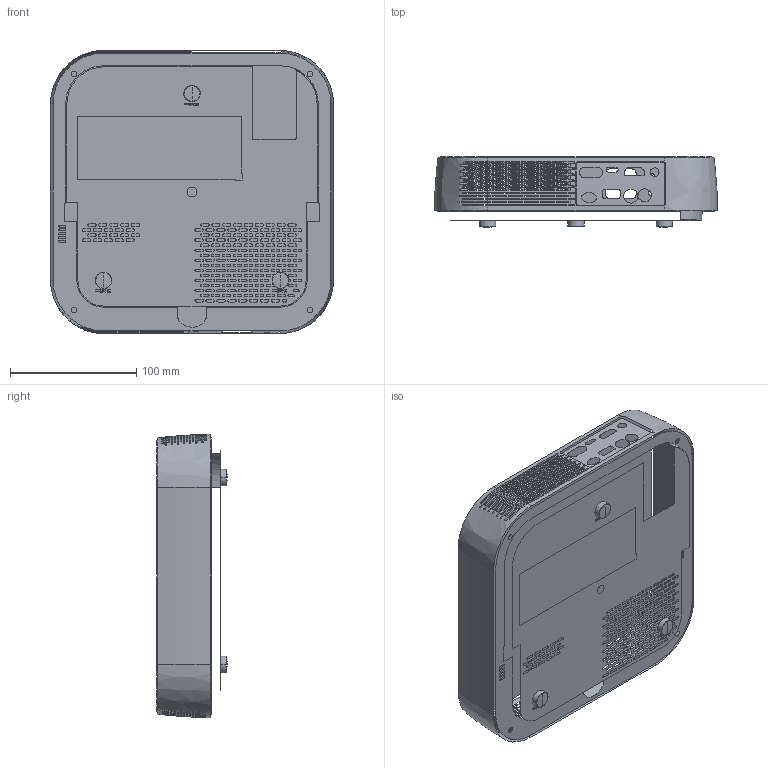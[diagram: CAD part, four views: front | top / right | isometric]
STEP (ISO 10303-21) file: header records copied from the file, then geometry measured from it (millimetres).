
FILE_DESCRIPTION((''),'2;1');
FILE_NAME('SINGLE','2020-05-07T',('ChenPet'),(''),'PRO/ENGINEER BY PARAMETRIC TECHNOLOGY CORPORATION, 2009440','PRO/ENGINEER BY PARAMETRIC TECHNOLOGY CORPORATION, 2009440','');
FILE_SCHEMA(('CONFIG_CONTROL_DESIGN'));
Length unit declared in the file: millimetre
Products named in the file (1): SINGLE
Bounding box: 224.35 x 55.55 x 224.35 mm (x, y, z)
Surface area: 112078.6 mm2 (no closed solid volume)
Topology: 0 solids, 8 shells, 54 faces, 3251 edges, 3175 vertices
Faces by surface type: cylinder 23, plane 13, torus 7, sphere 6, bspline 4, cone 1
Entity records: 33143 total; most frequent: CARTESIAN_POINT 12789, DIRECTION 3526, ORIENTED_EDGE 3378, EDGE_CURVE 3245, VERTEX_POINT 3175, VECTOR 1386, LINE 1386, AXIS2_PLACEMENT_3D 1070
